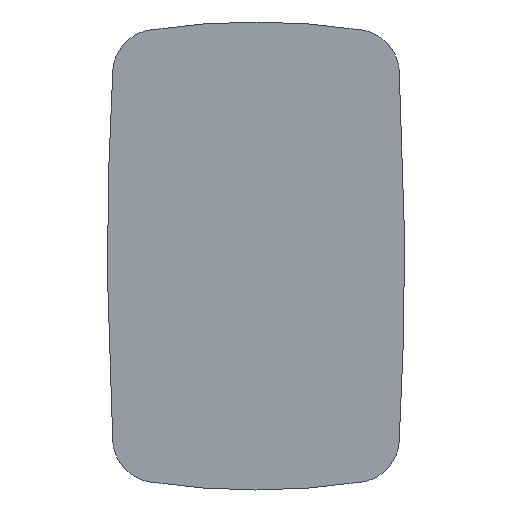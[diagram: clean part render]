
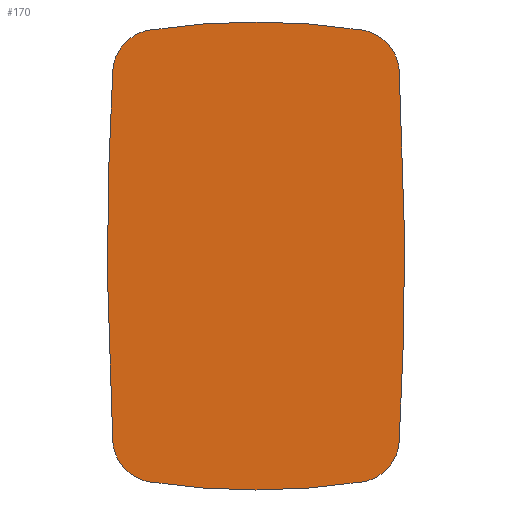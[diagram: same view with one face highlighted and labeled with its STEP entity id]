
A CAD part, top view. The second image highlights one B-rep face of the part: STEP entity #170.
In plain terms, the highlighted planar face has unit normal (0, 0, -1).
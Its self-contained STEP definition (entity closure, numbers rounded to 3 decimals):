
#53=CARTESIAN_POINT('Axis2P3D Location',(120.,150.,13.621)) ;
#59=CARTESIAN_POINT('Control Point',(120.,238.097,13.621)) ;
#60=CARTESIAN_POINT('Control Point',(128.028,238.097,13.621)) ;
#61=CARTESIAN_POINT('Control Point',(136.055,237.792,13.621)) ;
#62=CARTESIAN_POINT('Control Point',(144.068,237.185,13.621)) ;
#63=CARTESIAN_POINT('Control Point',(152.049,236.276,13.621)) ;
#64=CARTESIAN_POINT('Control Point',(159.985,235.067,13.621)) ;
#65=CARTESIAN_POINT('Vertex',(120.,238.097,13.621)) ;
#67=CARTESIAN_POINT('Vertex',(159.985,235.067,13.621)) ;
#71=CARTESIAN_POINT('Control Point',(159.985,235.067,13.621)) ;
#72=CARTESIAN_POINT('Control Point',(164.407,234.393,13.621)) ;
#73=CARTESIAN_POINT('Control Point',(168.602,232.216,13.621)) ;
#74=CARTESIAN_POINT('Control Point',(171.873,228.625,13.621)) ;
#75=CARTESIAN_POINT('Control Point',(173.65,224.245,13.621)) ;
#76=CARTESIAN_POINT('Control Point',(173.909,219.78,13.621)) ;
#77=CARTESIAN_POINT('Vertex',(173.909,219.78,13.621)) ;
#81=CARTESIAN_POINT('Control Point',(173.909,219.78,13.621)) ;
#82=CARTESIAN_POINT('Control Point',(175.528,191.899,13.621)) ;
#83=CARTESIAN_POINT('Control Point',(176.338,163.972,13.621)) ;
#84=CARTESIAN_POINT('Control Point',(176.338,136.028,13.621)) ;
#85=CARTESIAN_POINT('Control Point',(175.528,108.101,13.621)) ;
#86=CARTESIAN_POINT('Control Point',(173.909,80.22,13.621)) ;
#87=CARTESIAN_POINT('Vertex',(173.909,80.22,13.621)) ;
#91=CARTESIAN_POINT('Control Point',(173.909,80.22,13.621)) ;
#92=CARTESIAN_POINT('Control Point',(173.65,75.755,13.621)) ;
#93=CARTESIAN_POINT('Control Point',(171.873,71.375,13.621)) ;
#94=CARTESIAN_POINT('Control Point',(168.602,67.784,13.621)) ;
#95=CARTESIAN_POINT('Control Point',(164.407,65.607,13.621)) ;
#96=CARTESIAN_POINT('Control Point',(159.985,64.933,13.621)) ;
#97=CARTESIAN_POINT('Vertex',(159.985,64.933,13.621)) ;
#101=CARTESIAN_POINT('Control Point',(159.985,64.933,13.621)) ;
#102=CARTESIAN_POINT('Control Point',(152.049,63.724,13.621)) ;
#103=CARTESIAN_POINT('Control Point',(144.068,62.815,13.621)) ;
#104=CARTESIAN_POINT('Control Point',(136.055,62.208,13.621)) ;
#105=CARTESIAN_POINT('Control Point',(128.028,61.903,13.621)) ;
#106=CARTESIAN_POINT('Control Point',(120.,61.903,13.621)) ;
#107=CARTESIAN_POINT('Vertex',(120.,61.903,13.621)) ;
#111=CARTESIAN_POINT('Control Point',(120.,61.903,13.621)) ;
#112=CARTESIAN_POINT('Control Point',(111.972,61.903,13.621)) ;
#113=CARTESIAN_POINT('Control Point',(103.945,62.208,13.621)) ;
#114=CARTESIAN_POINT('Control Point',(95.932,62.815,13.621)) ;
#115=CARTESIAN_POINT('Control Point',(87.951,63.724,13.621)) ;
#116=CARTESIAN_POINT('Control Point',(80.015,64.933,13.621)) ;
#117=CARTESIAN_POINT('Vertex',(80.015,64.933,13.621)) ;
#121=CARTESIAN_POINT('Control Point',(80.015,64.933,13.621)) ;
#122=CARTESIAN_POINT('Control Point',(75.593,65.607,13.621)) ;
#123=CARTESIAN_POINT('Control Point',(71.398,67.784,13.621)) ;
#124=CARTESIAN_POINT('Control Point',(68.127,71.375,13.621)) ;
#125=CARTESIAN_POINT('Control Point',(66.35,75.755,13.621)) ;
#126=CARTESIAN_POINT('Control Point',(66.091,80.22,13.621)) ;
#127=CARTESIAN_POINT('Vertex',(66.091,80.22,13.621)) ;
#131=CARTESIAN_POINT('Control Point',(66.091,80.22,13.621)) ;
#132=CARTESIAN_POINT('Control Point',(64.472,108.101,13.621)) ;
#133=CARTESIAN_POINT('Control Point',(63.662,136.028,13.621)) ;
#134=CARTESIAN_POINT('Control Point',(63.662,163.972,13.621)) ;
#135=CARTESIAN_POINT('Control Point',(64.472,191.899,13.621)) ;
#136=CARTESIAN_POINT('Control Point',(66.091,219.78,13.621)) ;
#137=CARTESIAN_POINT('Vertex',(66.091,219.78,13.621)) ;
#141=CARTESIAN_POINT('Control Point',(66.091,219.78,13.621)) ;
#142=CARTESIAN_POINT('Control Point',(66.35,224.245,13.621)) ;
#143=CARTESIAN_POINT('Control Point',(68.127,228.625,13.621)) ;
#144=CARTESIAN_POINT('Control Point',(71.398,232.216,13.621)) ;
#145=CARTESIAN_POINT('Control Point',(75.593,234.393,13.621)) ;
#146=CARTESIAN_POINT('Control Point',(80.015,235.067,13.621)) ;
#147=CARTESIAN_POINT('Vertex',(80.015,235.067,13.621)) ;
#151=CARTESIAN_POINT('Control Point',(80.015,235.067,13.621)) ;
#152=CARTESIAN_POINT('Control Point',(87.951,236.276,13.621)) ;
#153=CARTESIAN_POINT('Control Point',(95.932,237.185,13.621)) ;
#154=CARTESIAN_POINT('Control Point',(103.945,237.792,13.621)) ;
#155=CARTESIAN_POINT('Control Point',(111.972,238.097,13.621)) ;
#156=CARTESIAN_POINT('Control Point',(120.,238.097,13.621)) ;
#54=DIRECTION('Axis2P3D Direction',(0.,0.,-1.)) ;
#55=DIRECTION('Axis2P3D XDirection',(0.,1.,0.)) ;
#56=AXIS2_PLACEMENT_3D('Plane Axis2P3D',#53,#54,#55) ;
#159=ORIENTED_EDGE('',*,*,#69,.T.) ;
#160=ORIENTED_EDGE('',*,*,#79,.T.) ;
#161=ORIENTED_EDGE('',*,*,#89,.T.) ;
#162=ORIENTED_EDGE('',*,*,#99,.T.) ;
#163=ORIENTED_EDGE('',*,*,#109,.T.) ;
#164=ORIENTED_EDGE('',*,*,#119,.T.) ;
#165=ORIENTED_EDGE('',*,*,#129,.T.) ;
#166=ORIENTED_EDGE('',*,*,#139,.T.) ;
#167=ORIENTED_EDGE('',*,*,#149,.T.) ;
#168=ORIENTED_EDGE('',*,*,#157,.T.) ;
#170=ADVANCED_FACE('Fill.1',(#169),#57,.T.) ;
#58=B_SPLINE_CURVE_WITH_KNOTS('',5,(#59,#60,#61,#62,#63,#64),.UNSPECIFIED.,.F.,.U.,(6,6),(0.,40.157),.UNSPECIFIED.) ;
#70=B_SPLINE_CURVE_WITH_KNOTS('',5,(#71,#72,#73,#74,#75,#76),.UNSPECIFIED.,.F.,.U.,(6,6),(0.,23.256),.UNSPECIFIED.) ;
#80=B_SPLINE_CURVE_WITH_KNOTS('',5,(#81,#82,#83,#84,#85,#86),.UNSPECIFIED.,.F.,.U.,(6,6),(0.,139.677),.UNSPECIFIED.) ;
#90=B_SPLINE_CURVE_WITH_KNOTS('',5,(#91,#92,#93,#94,#95,#96),.UNSPECIFIED.,.F.,.U.,(6,6),(0.,23.256),.UNSPECIFIED.) ;
#100=B_SPLINE_CURVE_WITH_KNOTS('',5,(#101,#102,#103,#104,#105,#106),.UNSPECIFIED.,.F.,.U.,(6,6),(0.,40.157),.UNSPECIFIED.) ;
#110=B_SPLINE_CURVE_WITH_KNOTS('',5,(#111,#112,#113,#114,#115,#116),.UNSPECIFIED.,.F.,.U.,(6,6),(0.,40.157),.UNSPECIFIED.) ;
#120=B_SPLINE_CURVE_WITH_KNOTS('',5,(#121,#122,#123,#124,#125,#126),.UNSPECIFIED.,.F.,.U.,(6,6),(0.,23.256),.UNSPECIFIED.) ;
#130=B_SPLINE_CURVE_WITH_KNOTS('',5,(#131,#132,#133,#134,#135,#136),.UNSPECIFIED.,.F.,.U.,(6,6),(0.,139.677),.UNSPECIFIED.) ;
#140=B_SPLINE_CURVE_WITH_KNOTS('',5,(#141,#142,#143,#144,#145,#146),.UNSPECIFIED.,.F.,.U.,(6,6),(0.,23.256),.UNSPECIFIED.) ;
#150=B_SPLINE_CURVE_WITH_KNOTS('',5,(#151,#152,#153,#154,#155,#156),.UNSPECIFIED.,.F.,.U.,(6,6),(0.,40.157),.UNSPECIFIED.) ;
#69=EDGE_CURVE('',#66,#68,#58,.T.) ;
#79=EDGE_CURVE('',#68,#78,#70,.T.) ;
#89=EDGE_CURVE('',#78,#88,#80,.T.) ;
#99=EDGE_CURVE('',#88,#98,#90,.T.) ;
#109=EDGE_CURVE('',#98,#108,#100,.T.) ;
#119=EDGE_CURVE('',#108,#118,#110,.T.) ;
#129=EDGE_CURVE('',#118,#128,#120,.T.) ;
#139=EDGE_CURVE('',#128,#138,#130,.T.) ;
#149=EDGE_CURVE('',#138,#148,#140,.T.) ;
#157=EDGE_CURVE('',#148,#66,#150,.T.) ;
#158=EDGE_LOOP('',(#159,#160,#161,#162,#163,#164,#165,#166,#167,#168)) ;
#169=FACE_OUTER_BOUND('',#158,.T.) ;
#57=PLANE('',#56) ;
#66=VERTEX_POINT('',#65) ;
#68=VERTEX_POINT('',#67) ;
#78=VERTEX_POINT('',#77) ;
#88=VERTEX_POINT('',#87) ;
#98=VERTEX_POINT('',#97) ;
#108=VERTEX_POINT('',#107) ;
#118=VERTEX_POINT('',#117) ;
#128=VERTEX_POINT('',#127) ;
#138=VERTEX_POINT('',#137) ;
#148=VERTEX_POINT('',#147) ;
